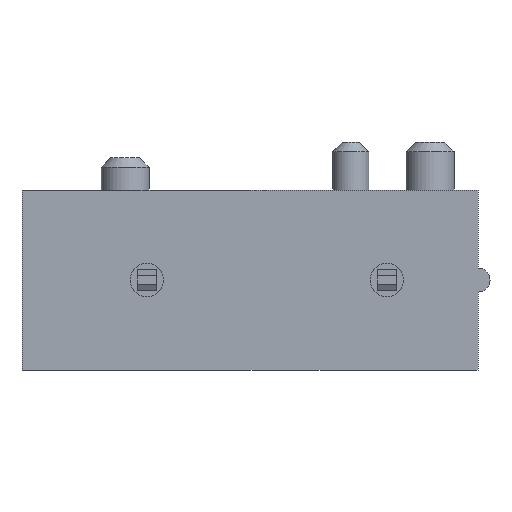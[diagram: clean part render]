
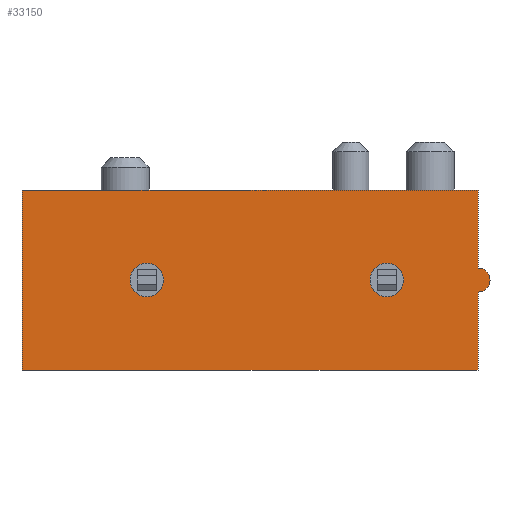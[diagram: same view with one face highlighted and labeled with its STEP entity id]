
A CAD part, front view. The second image highlights one B-rep face of the part: STEP entity #33150.
In plain terms, the highlighted planar face has unit normal (0, -1, 0).
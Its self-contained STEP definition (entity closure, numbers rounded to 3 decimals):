
#3350=CARTESIAN_POINT('',(0.,0.,
   -3.75));
#3360=VERTEX_POINT('',#3350);
#3390=CARTESIAN_POINT('',(0.,0.,
   -3.75));
#3400=DIRECTION('',(1.,0.,
   0.));
#3410=VECTOR('',#3400,1.);
#3420=LINE('',#3390,#3410);
#3430=CARTESIAN_POINT('',(19.,0.,
   -3.75));
#3440=VERTEX_POINT('',#3430);
#3450=EDGE_CURVE('',#3360,#3440,#3420,.T.);
#16310=CARTESIAN_POINT('',(19.,0.
   ,-0.5));
#16320=VERTEX_POINT('',#16310);
#16350=CARTESIAN_POINT('',(19.,0.
   ,0.));
#16360=DIRECTION('',(0.,1.,
   0.));
#16370=DIRECTION('',(-1.,0.,
   0.));
#16380=AXIS2_PLACEMENT_3D('',#16350,#16360,#16370);
#16390=CIRCLE('',#16380,0.5);
#16400=CARTESIAN_POINT('',(19.5,0.
   ,0.));
#16410=VERTEX_POINT('',#16400);
#16420=EDGE_CURVE('',#16410,#16320,#16390,.T.);
#19900=CARTESIAN_POINT('',(19.,0.
   ,0.5));
#19910=VERTEX_POINT('',#19900);
#19920=EDGE_CURVE('',#19910,#16410,#16390,.T.);
#20310=CARTESIAN_POINT('',(0.,0.
   ,0.));
#20320=DIRECTION('',(0.,0.,
   1.));
#20330=VECTOR('',#20320,1.);
#20340=LINE('',#20310,#20330);
#20350=CARTESIAN_POINT('',(0.,0.
   ,3.75));
#20360=VERTEX_POINT('',#20350);
#20370=EDGE_CURVE('',#3360,#20360,#20340,.T.);
#23020=CARTESIAN_POINT('',(19.,0.
   ,3.75));
#23030=VERTEX_POINT('',#23020);
#23060=CARTESIAN_POINT('',(0.,0.
   ,3.75));
#23070=DIRECTION('',(-1.,0.,
   0.));
#23080=VECTOR('',#23070,1.);
#23090=LINE('',#23060,#23080);
#23100=EDGE_CURVE('',#23030,#20360,#23090,.T.);
#25540=CARTESIAN_POINT('',(19.,0.
   ,0.));
#25550=DIRECTION('',(0.,0.,
   1.));
#25560=VECTOR('',#25550,1.);
#25570=LINE('',#25540,#25560);
#25580=EDGE_CURVE('',#3440,#16320,#25570,.T.);
#32700=CARTESIAN_POINT('',(19.,0.
   ,0.));
#32710=DIRECTION('',(0.,-1.,
   0.));
#32720=DIRECTION('',(-1.,0.,
   0.));
#32730=AXIS2_PLACEMENT_3D('',#32700,#32710,#32720);
#32740=PLANE('',#32730);
#32750=ORIENTED_EDGE('',*,*,#19920,.F.);
#32760=ORIENTED_EDGE('',*,*,#16420,.F.);
#32770=ORIENTED_EDGE('',*,*,#25580,.T.);
#32780=ORIENTED_EDGE('',*,*,#3450,.T.);
#32790=ORIENTED_EDGE('',*,*,#20370,.F.);
#32800=ORIENTED_EDGE('',*,*,#23100,.T.);
#32810=EDGE_CURVE('',#19910,#23030,#25570,.T.);
#32820=ORIENTED_EDGE('',*,*,#32810,.T.);
#32830=EDGE_LOOP('',(#32820,#32800,#32790,#32780,#32770,#32760,#32750));
#32840=FACE_OUTER_BOUND('',#32830,.T.);
#32850=CARTESIAN_POINT('',(15.2,0.
   ,0.));
#32860=DIRECTION('',(0.,-1.,
   0.));
#32870=DIRECTION('',(1.,0.,
   0.));
#32880=AXIS2_PLACEMENT_3D('',#32850,#32860,#32870);
#32890=CIRCLE('',#32880,0.7);
#32900=CARTESIAN_POINT('',(15.9,0.
   ,0.));
#32910=VERTEX_POINT('',#32900);
#32920=CARTESIAN_POINT('',(14.5,0.
   ,0.));
#32930=VERTEX_POINT('',#32920);
#32940=EDGE_CURVE('',#32910,#32930,#32890,.T.);
#32950=ORIENTED_EDGE('',*,*,#32940,.F.);
#32960=EDGE_CURVE('',#32930,#32910,#32890,.T.);
#32970=ORIENTED_EDGE('',*,*,#32960,.F.);
#32980=EDGE_LOOP('',(#32970,#32950));
#32990=FACE_BOUND('',#32980,.T.);
#33000=CARTESIAN_POINT('',(5.2,0.
   ,0.));
#33010=DIRECTION('',(0.,-1.,
   0.));
#33020=DIRECTION('',(1.,0.,
   0.));
#33030=AXIS2_PLACEMENT_3D('',#33000,#33010,#33020);
#33040=CIRCLE('',#33030,0.7);
#33050=CARTESIAN_POINT('',(5.9,0.
   ,0.));
#33060=VERTEX_POINT('',#33050);
#33070=CARTESIAN_POINT('',(4.5,0.
   ,0.));
#33080=VERTEX_POINT('',#33070);
#33090=EDGE_CURVE('',#33060,#33080,#33040,.T.);
#33100=ORIENTED_EDGE('',*,*,#33090,.F.);
#33110=EDGE_CURVE('',#33080,#33060,#33040,.T.);
#33120=ORIENTED_EDGE('',*,*,#33110,.F.);
#33130=EDGE_LOOP('',(#33120,#33100));
#33140=FACE_BOUND('',#33130,.T.);
#33150=ADVANCED_FACE('',(#32840,#32990,#33140),#32740,.T.);
